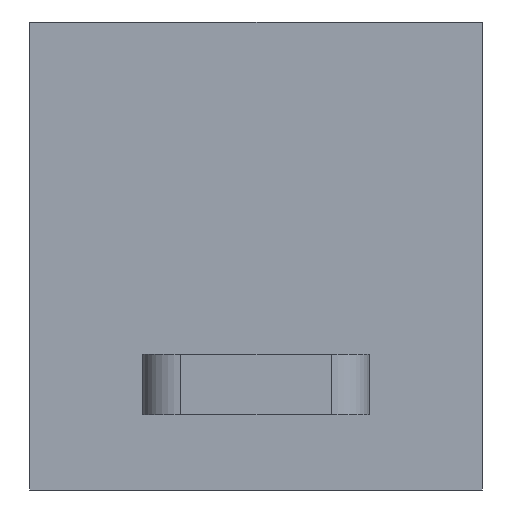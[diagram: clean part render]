
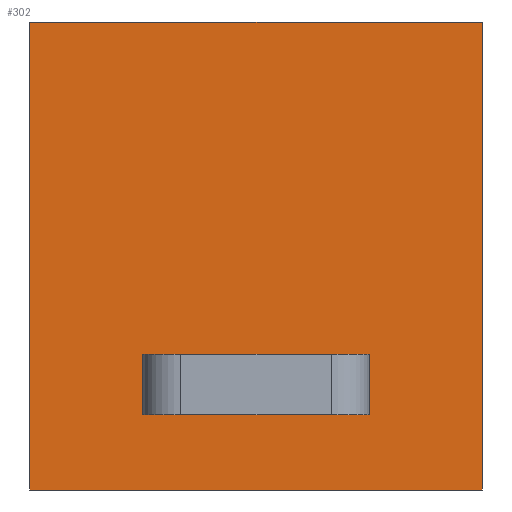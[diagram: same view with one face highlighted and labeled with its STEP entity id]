
A CAD part, left-side view. The second image highlights one B-rep face of the part: STEP entity #302.
In plain terms, the highlighted planar face has unit normal (-1, 0, 0).
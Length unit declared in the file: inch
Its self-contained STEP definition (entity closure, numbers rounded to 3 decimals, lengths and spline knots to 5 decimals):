
#302=ADVANCED_FACE('',(#362,#363),#334,.F.);
#334=PLANE('',#861);
#362=FACE_BOUND('',#366,.T.);
#363=FACE_BOUND('',#367,.T.);
#366=EDGE_LOOP('',(#400,#401,#402,#403));
#367=EDGE_LOOP('',(#404,#405,#406,#407));
#400=ORIENTED_EDGE('',*,*,#624,.T.);
#401=ORIENTED_EDGE('',*,*,#625,.F.);
#402=ORIENTED_EDGE('',*,*,#626,.F.);
#403=ORIENTED_EDGE('',*,*,#627,.T.);
#404=ORIENTED_EDGE('',*,*,#628,.F.);
#405=ORIENTED_EDGE('',*,*,#629,.F.);
#406=ORIENTED_EDGE('',*,*,#630,.F.);
#407=ORIENTED_EDGE('',*,*,#631,.F.);
#568=VERTEX_POINT('',#1061);
#569=VERTEX_POINT('',#1062);
#570=VERTEX_POINT('',#1064);
#571=VERTEX_POINT('',#1066);
#572=VERTEX_POINT('',#1069);
#573=VERTEX_POINT('',#1070);
#574=VERTEX_POINT('',#1072);
#575=VERTEX_POINT('',#1074);
#624=EDGE_CURVE('',#568,#569,#708,.T.);
#625=EDGE_CURVE('',#570,#569,#709,.T.);
#626=EDGE_CURVE('',#571,#570,#710,.T.);
#627=EDGE_CURVE('',#571,#568,#711,.T.);
#628=EDGE_CURVE('',#572,#573,#712,.T.);
#629=EDGE_CURVE('',#574,#572,#713,.T.);
#630=EDGE_CURVE('',#575,#574,#714,.T.);
#631=EDGE_CURVE('',#573,#575,#715,.T.);
#708=LINE('',#1060,#784);
#709=LINE('',#1063,#785);
#710=LINE('',#1065,#786);
#711=LINE('',#1067,#787);
#712=LINE('',#1068,#788);
#713=LINE('',#1071,#789);
#714=LINE('',#1073,#790);
#715=LINE('',#1075,#791);
#784=VECTOR('',#903,1.);
#785=VECTOR('',#904,1.);
#786=VECTOR('',#905,1.);
#787=VECTOR('',#906,1.);
#788=VECTOR('',#907,1.);
#789=VECTOR('',#908,1.);
#790=VECTOR('',#909,1.);
#791=VECTOR('',#910,1.);
#861=AXIS2_PLACEMENT_3D('',#1076,#911,#912);
#903=DIRECTION('',(0.,-1.,0.));
#904=DIRECTION('',(0.,0.,-1.));
#905=DIRECTION('',(0.,-1.,0.));
#906=DIRECTION('',(0.,0.,-1.));
#907=DIRECTION('',(0.,1.,0.));
#908=DIRECTION('',(0.,0.,1.));
#909=DIRECTION('',(0.,-1.,0.));
#910=DIRECTION('',(0.,0.,-1.));
#911=DIRECTION('',(1.,0.,0.));
#912=DIRECTION('',(0.,0.,-1.));
#1060=CARTESIAN_POINT('',(0.,0.3,0.));
#1061=CARTESIAN_POINT('',(0.,0.3,0.));
#1062=CARTESIAN_POINT('',(0.,0.,0.));
#1063=CARTESIAN_POINT('',(0.,0.,0.31));
#1064=CARTESIAN_POINT('',(0.,0.,0.31));
#1065=CARTESIAN_POINT('',(0.,0.3,0.31));
#1066=CARTESIAN_POINT('',(0.,0.3,0.31));
#1067=CARTESIAN_POINT('',(0.,0.3,0.31));
#1068=CARTESIAN_POINT('',(0.,0.075,0.09));
#1069=CARTESIAN_POINT('',(0.,0.075,0.09));
#1070=CARTESIAN_POINT('',(0.,0.225,0.09));
#1071=CARTESIAN_POINT('',(0.,0.075,0.05));
#1072=CARTESIAN_POINT('',(0.,0.075,0.05));
#1073=CARTESIAN_POINT('',(0.,0.225,0.05));
#1074=CARTESIAN_POINT('',(0.,0.225,0.05));
#1075=CARTESIAN_POINT('',(0.,0.225,0.09));
#1076=CARTESIAN_POINT('',(0.,0.3,0.31));
